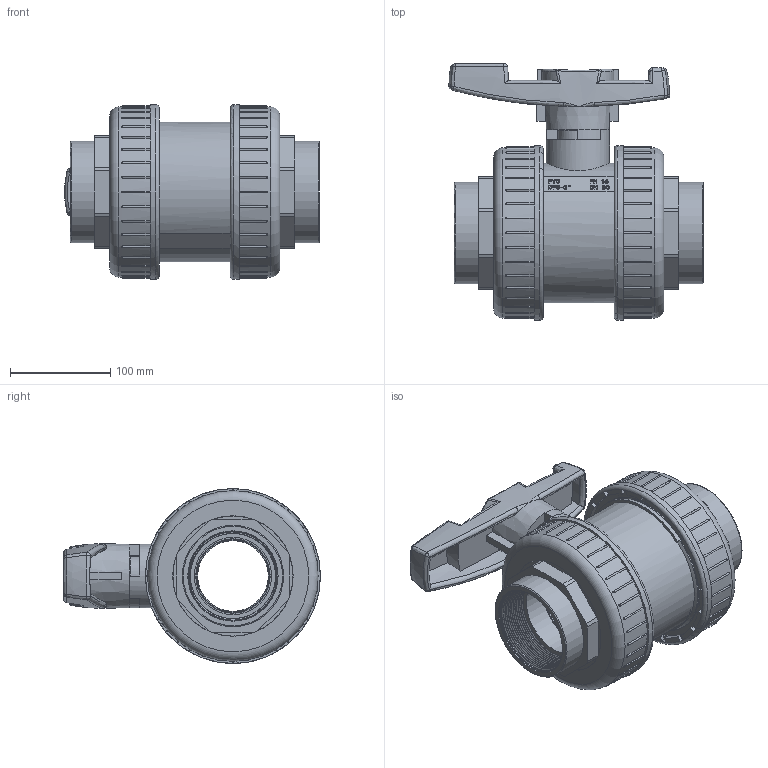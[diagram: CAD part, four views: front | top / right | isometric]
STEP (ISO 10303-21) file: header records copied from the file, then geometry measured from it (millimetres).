
FILE_DESCRIPTION(/* description */ (''),/* implementation_level */ '2;1');
FILE_NAME(/* name */ '90（灰体黑翘）.stp',/* time_stamp */ '2025-12-30T09:37:09+08:00',/* author */ (''),/* organization */ (''),/* preprocessor_version */ 'ST-DEVELOPER v16.7',/* originating_system */ 'SIEMENS PLM Software NX 12.0',/* authorisation */ '');
FILE_SCHEMA (('AUTOMOTIVE_DESIGN { 1 0 10303 214 3 1 1 1 }'));
Products named in the file (1): Admi045C429322yc
Bounding box: 253.5 x 255.76 x 174.21 mm (x, y, z)
Volume: 2923882.2 mm3; surface area: 741309.5 mm2
Topology: 16 solids, 16 shells, 1120 faces, 3130 edges, 2022 vertices
Faces by surface type: plane 533, cylinder 237, extrusion 134, sphere 85, bspline 70, torus 58, cone 3
Full cylindrical faces by diameter (mm): 4.59 x1, 6.12 x1, 31.507 x4, 38.92 x3, 40.773 x1, 42.627 x2, 46.333 x1, 63.265 x1, 70.427 x1, 72.28 x2, 74.133 x2, 77 x2, 83.771 x3, 85.253 x1, 87.107 x3, 87.884 x26, 90 x2, 93.779 x3, 94.52 x1, 101 x2, 102.86 x1, 104.046 x3, 110.088 x3, 113.98 x1, 119.7 x2, 120 x2, 120.467 x1, 122.32 x2, 123.061 x1, 133.2 x2
Entity records: 58549 total; most frequent: CARTESIAN_POINT 32933, ORIENTED_EDGE 5472, DIRECTION 4726, EDGE_CURVE 2736, VERTEX_POINT 1849, AXIS2_PLACEMENT_3D 1675, VECTOR 1376, EDGE_LOOP 1299
